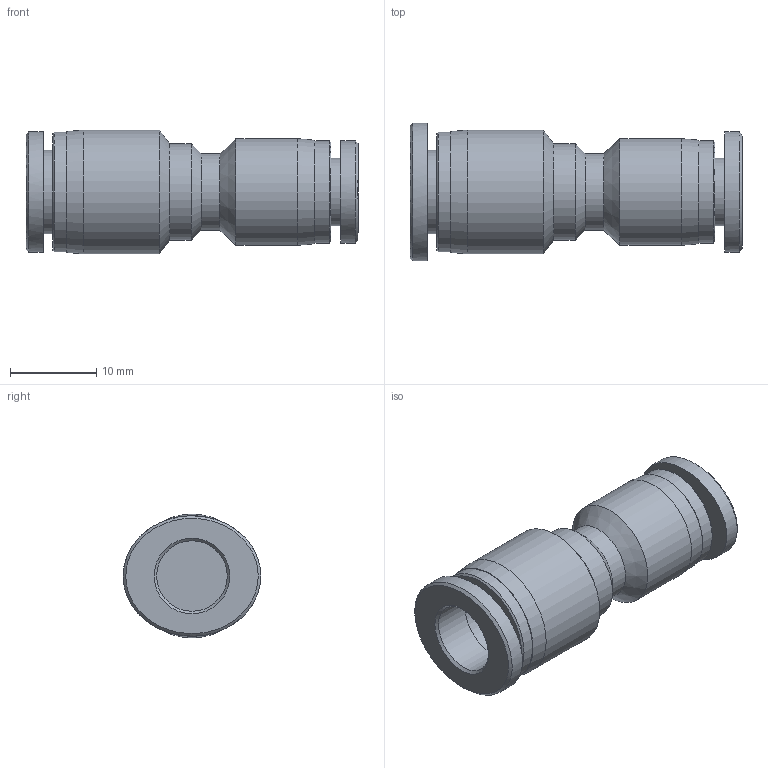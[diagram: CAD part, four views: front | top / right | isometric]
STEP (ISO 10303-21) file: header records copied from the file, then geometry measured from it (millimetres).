
FILE_DESCRIPTION((''),'2;1');
FILE_NAME('PG 5_16-1_4.stp','2016-10-12T10:03:50',('Administrator'),(''),'Autodesk Inventor 2013','Autodesk Inventor 2013','');
FILE_SCHEMA(('CONFIG_CONTROL_DESIGN'));
Length unit declared in the file: millimetre
Products named in the file (4): PG 5_16-1_4; NG N5_16-N1_4 BODY; SLEEVE N1_4L; SLEEVE N5_16L
Assembly tree (3 placements, depth 2):
  PG 5_16-1_4
    NG N5_16-N1_4 BODY
    SLEEVE N1_4L
    SLEEVE N5_16L
Bounding box: 38.6 x 16 x 14.4 mm (x, y, z)
Volume: 3268.1 mm3; surface area: 3373.1 mm2
Topology: 3 solids, 3 shells, 37 faces, 61 edges, 36 vertices
Faces by surface type: cylinder 12, plane 12, cone 9, bspline 4
Full cylindrical faces by diameter (mm): 6.55 x2, 7.9 x1, 8.2 x2, 8.9 x1, 9.7 x1, 11.2 x1, 11.9 x1, 12.4 x1, 13.9 x1, 14.4 x1
Entity records: 1052 total; most frequent: CARTESIAN_POINT 332, DIRECTION 146, ORIENTED_EDGE 76, AXIS2_PLACEMENT_3D 72, EDGE_LOOP 70, EDGE_CURVE 38, FACE_OUTER_BOUND 37, ADVANCED_FACE 37
